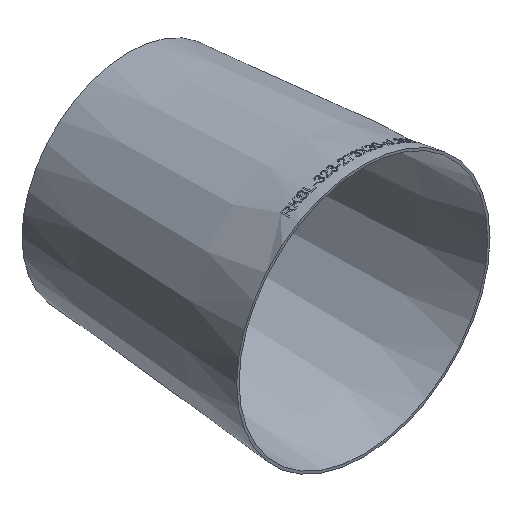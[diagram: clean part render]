
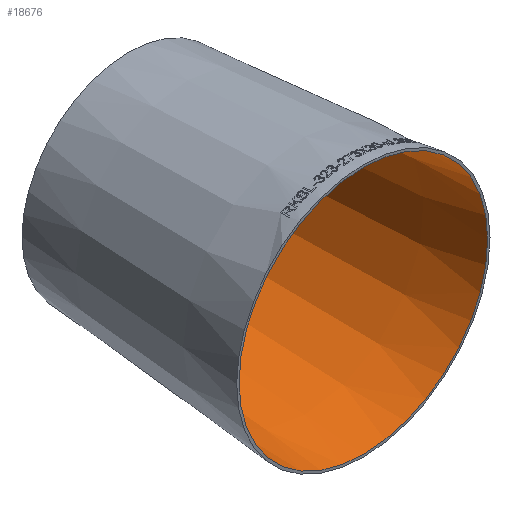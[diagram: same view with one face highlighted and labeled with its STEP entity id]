
A CAD part, isometric view. The second image highlights one B-rep face of the part: STEP entity #18676.
In plain terms, the highlighted conical face has half-angle 4.849 degrees and reference radius 158.939 mm.
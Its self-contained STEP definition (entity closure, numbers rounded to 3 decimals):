
#577 = EDGE_LOOP ( 'NONE', ( #38913 ) ) ;
#2823 = FACE_OUTER_BOUND ( 'NONE', #577, .T. ) ;
#6942 = CARTESIAN_POINT ( 'NONE',  ( 0., 0., 0. ) ) ;
#8506 = DIRECTION ( 'NONE',  ( 0., 0., -1. ) ) ;
#10376 = CIRCLE ( 'NONE', #24427, 158.939 ) ;
#15123 = VERTEX_POINT ( 'NONE', #44099 ) ;
#16014 = DIRECTION ( 'NONE',  ( 0., -1., 0. ) ) ;
#16971 = AXIS2_PLACEMENT_3D ( 'NONE', #53755, #16014, #8506 ) ;
#18676 = ADVANCED_FACE ( 'NONE', ( #48532, #2823 ), #36981, .F. ) ;
#18991 = DIRECTION ( 'NONE',  ( 0., -1., 0. ) ) ;
#19605 = CIRCLE ( 'NONE', #16971, 133.489 ) ;
#20912 = ORIENTED_EDGE ( 'NONE', *, *, #49797, .F. ) ;
#21603 = EDGE_CURVE ( 'NONE', #52591, #52591, #10376, .T. ) ;
#24427 = AXIS2_PLACEMENT_3D ( 'NONE', #48194, #18991, #35816 ) ;
#27302 = CARTESIAN_POINT ( 'NONE',  ( 0., 0., -158.939 ) ) ;
#35816 = DIRECTION ( 'NONE',  ( 0., 0., -1. ) ) ;
#36981 = CONICAL_SURFACE ( 'NONE', #43145, 158.939, 0.085 ) ;
#38913 = ORIENTED_EDGE ( 'NONE', *, *, #21603, .T. ) ;
#40047 = DIRECTION ( 'NONE',  ( 0., 0., -1. ) ) ;
#42573 = EDGE_LOOP ( 'NONE', ( #20912 ) ) ;
#43145 = AXIS2_PLACEMENT_3D ( 'NONE', #6942, #44706, #40047 ) ;
#44099 = CARTESIAN_POINT ( 'NONE',  ( 0., 300., -133.489 ) ) ;
#44706 = DIRECTION ( 'NONE',  ( 0., -1., 0. ) ) ;
#48194 = CARTESIAN_POINT ( 'NONE',  ( 0., 0., 0. ) ) ;
#48532 = FACE_BOUND ( 'NONE', #42573, .T. ) ;
#49797 = EDGE_CURVE ( 'NONE', #15123, #15123, #19605, .T. ) ;
#52591 = VERTEX_POINT ( 'NONE', #27302 ) ;
#53755 = CARTESIAN_POINT ( 'NONE',  ( 0., 300., 0. ) ) ;
